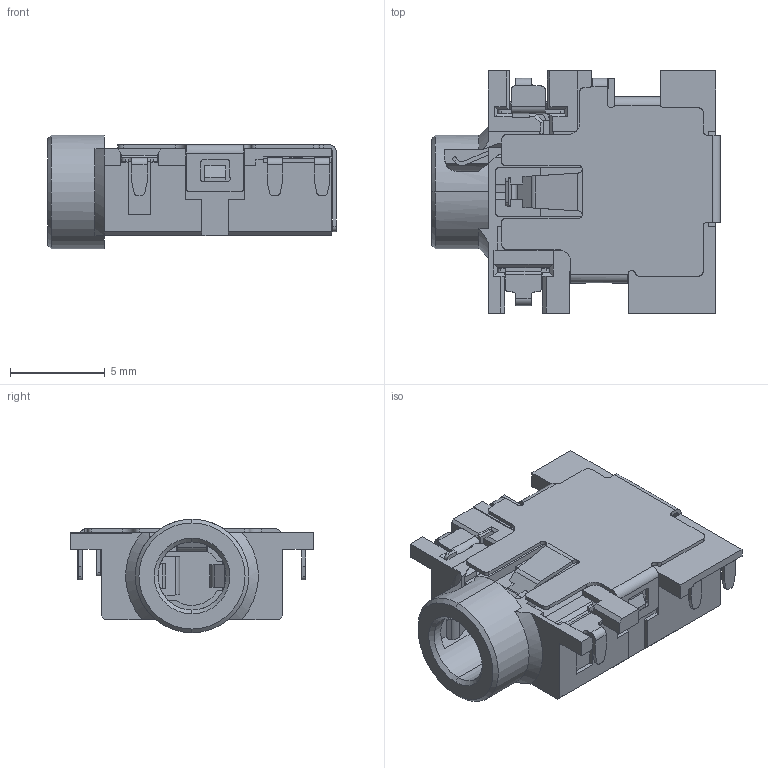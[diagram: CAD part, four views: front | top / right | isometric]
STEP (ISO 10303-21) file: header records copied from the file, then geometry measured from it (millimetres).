
FILE_DESCRIPTION (( 'STEP AP214' ), '1' );
FILE_NAME ('CUI_DEVICES_SJ2-35326D-SMT-TR.step', '2019-10-20T23:00:58', ( '' ), ( '' ), 'SwSTEP 2.0', 'SolidWorks 2019', '' );
FILE_SCHEMA (( 'AUTOMOTIVE_DESIGN' ));
Length unit declared in the file: inch
Products named in the file (1): CUI_DEVICES_SJ2-35326D-SMT-TR
Bounding box: 15.25 x 12.8 x 6 mm (x, y, z)
Volume: 476.8 mm3; surface area: 1149.7 mm2
Topology: 1 solids, 1 shells, 624 faces, 1834 edges, 1212 vertices
Faces by surface type: plane 453, cylinder 155, cone 8, bspline 8
Entity records: 24389 total; most frequent: CARTESIAN_POINT 5006, ORIENTED_EDGE 3668, DIRECTION 3059, EDGE_CURVE 1834, VECTOR 1411, LINE 1411, VERTEX_POINT 1212, AXIS2_PLACEMENT_3D 824
